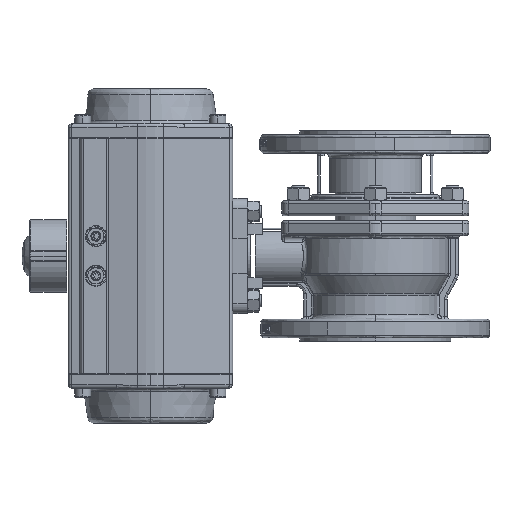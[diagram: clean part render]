
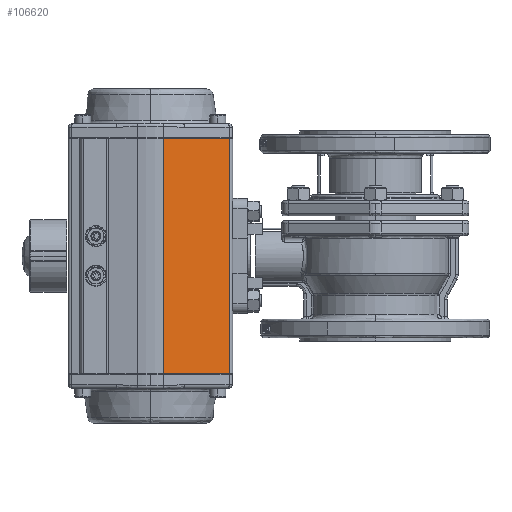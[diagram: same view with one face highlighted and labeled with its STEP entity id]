
A CAD part, left-side view. The second image highlights one B-rep face of the part: STEP entity #106620.
In plain terms, the highlighted planar face has unit normal (0.983, 0.185, 0).
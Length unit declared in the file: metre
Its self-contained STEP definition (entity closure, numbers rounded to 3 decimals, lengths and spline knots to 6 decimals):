
#82 = AXIS2_PLACEMENT_3D ( 'NONE', #44710, #26669, #79229 ) ;
#3662 = DIRECTION ( 'NONE',  ( 0.185, -0.983, 0. ) ) ;
#8217 = VECTOR ( 'NONE', #3662, 1. ) ;
#8483 = DIRECTION ( 'NONE',  ( 0., 0., 1. ) ) ;
#12460 = CARTESIAN_POINT ( 'NONE',  ( -0.091204, 0.106873, 0.28675 ) ) ;
#15818 = VERTEX_POINT ( 'NONE', #25933 ) ;
#19981 = CARTESIAN_POINT ( 'NONE',  ( -0.101253, 0.160298, 0.28675 ) ) ;
#20636 = DIRECTION ( 'NONE',  ( 0., 0., -1. ) ) ;
#20894 = CARTESIAN_POINT ( 'NONE',  ( -0.091204, 0.106873, 0.09675 ) ) ;
#21854 = CARTESIAN_POINT ( 'NONE',  ( -0.091204, 0.106873, 0.28675 ) ) ;
#22421 = LINE ( 'NONE', #21854, #8217 ) ;
#25390 = EDGE_CURVE ( 'NONE', #15818, #84545, #98409, .T. ) ;
#25933 = CARTESIAN_POINT ( 'NONE',  ( -0.091204, 0.106873, 0.09675 ) ) ;
#26669 = DIRECTION ( 'NONE',  ( 0.983, 0.185, 0. ) ) ;
#27936 = ORIENTED_EDGE ( 'NONE', *, *, #48653, .T. ) ;
#36859 = ORIENTED_EDGE ( 'NONE', *, *, #109227, .T. ) ;
#42467 = VERTEX_POINT ( 'NONE', #12460 ) ;
#44710 = CARTESIAN_POINT ( 'NONE',  ( -0.091204, 0.106873, 0.09675 ) ) ;
#47341 = VERTEX_POINT ( 'NONE', #19981 ) ;
#48653 = EDGE_CURVE ( 'NONE', #84545, #47341, #75896, .T. ) ;
#50967 = CARTESIAN_POINT ( 'NONE',  ( -0.101253, 0.160298, 0.09675 ) ) ;
#53979 = CARTESIAN_POINT ( 'NONE',  ( -0.091204, 0.106873, 0.09675 ) ) ;
#55669 = ORIENTED_EDGE ( 'NONE', *, *, #25390, .T. ) ;
#64329 = EDGE_CURVE ( 'NONE', #47341, #42467, #22421, .T. ) ;
#73454 = DIRECTION ( 'NONE',  ( -0.185, 0.983, 0. ) ) ;
#74579 = VECTOR ( 'NONE', #20636, 1. ) ;
#75896 = LINE ( 'NONE', #50967, #109530 ) ;
#77076 = ORIENTED_EDGE ( 'NONE', *, *, #64329, .T. ) ;
#78288 = CARTESIAN_POINT ( 'NONE',  ( -0.101253, 0.160298, 0.09675 ) ) ;
#79229 = DIRECTION ( 'NONE',  ( 0.185, -0.983, 0. ) ) ;
#84545 = VERTEX_POINT ( 'NONE', #78288 ) ;
#95712 = FACE_OUTER_BOUND ( 'NONE', #106934, .T. ) ;
#95952 = VECTOR ( 'NONE', #73454, 1. ) ;
#98409 = LINE ( 'NONE', #20894, #95952 ) ;
#105010 = LINE ( 'NONE', #53979, #74579 ) ;
#106620 = ADVANCED_FACE ( 'NONE', ( #95712 ), #111603, .T. ) ;
#106934 = EDGE_LOOP ( 'NONE', ( #27936, #77076, #36859, #55669 ) ) ;
#109227 = EDGE_CURVE ( 'NONE', #42467, #15818, #105010, .T. ) ;
#109530 = VECTOR ( 'NONE', #8483, 1. ) ;
#111603 = PLANE ( 'NONE',  #82 ) ;
